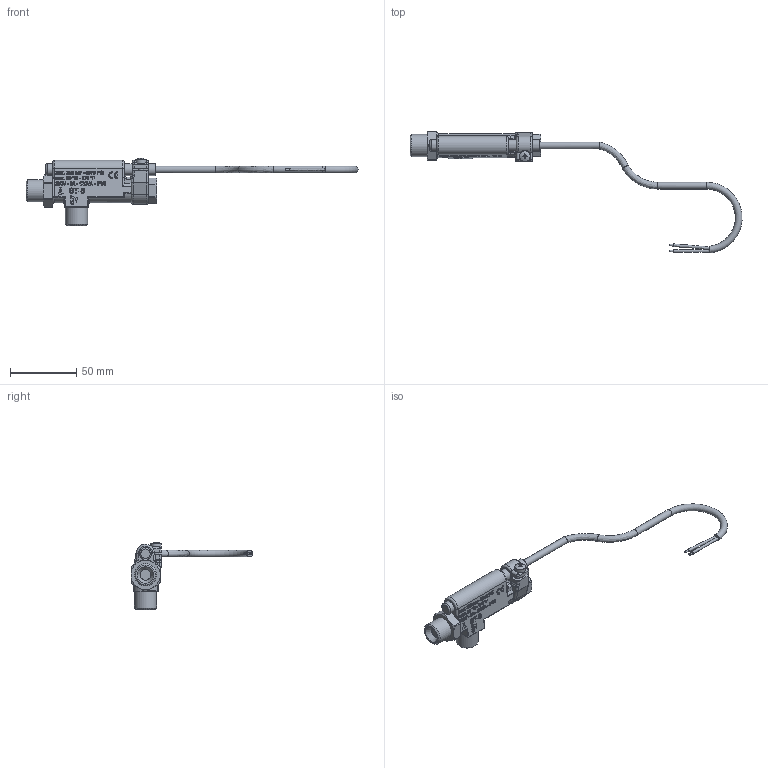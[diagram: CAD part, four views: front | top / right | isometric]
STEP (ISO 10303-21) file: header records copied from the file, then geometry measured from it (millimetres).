
FILE_DESCRIPTION(/* description */ ('Unknown'),/* implementation_level */ '2;1');
FILE_NAME(/* name */ '200006700 Stroemungswaechter',/* time_stamp */ '2022-12-13T12:44:09+01:00',/* author */ ('Unknown'),/* organization */ ('Unknown'),/* preprocessor_version */ 'ST-DEVELOPER v18.102',/* originating_system */ 'Solid Edge',/* authorisation */ 'Unknown');
FILE_SCHEMA (('AUTOMOTIVE_DESIGN {1 0 10303 214 3 1 1}'));
Length unit declared in the file: millimetre
Products named in the file (1): 200006700 als ein Teil
Bounding box: 249.73 x 91.72 x 50.66 mm (x, y, z)
Surface area: 14963.8 mm2 (no closed solid volume)
Topology: 0 solids, 1 shells, 652 faces, 1607 edges, 1045 vertices
Faces by surface type: plane 407, bspline 126, cylinder 81, torus 14, cone 13, sphere 11
Full cylindrical faces by diameter (mm): 4 x1, 5 x1, 5.1 x2, 8 x4, 9 x3, 16.66 x2
Entity records: 30562 total; most frequent: CARTESIAN_POINT 12550, ORIENTED_EDGE 3068, DIRECTION 2037, EDGE_CURVE 1536, VERTEX_POINT 1034, EDGE_LOOP 805, FACE_BOUND 805, B_SPLINE_CURVE_WITH_KNOTS 765
